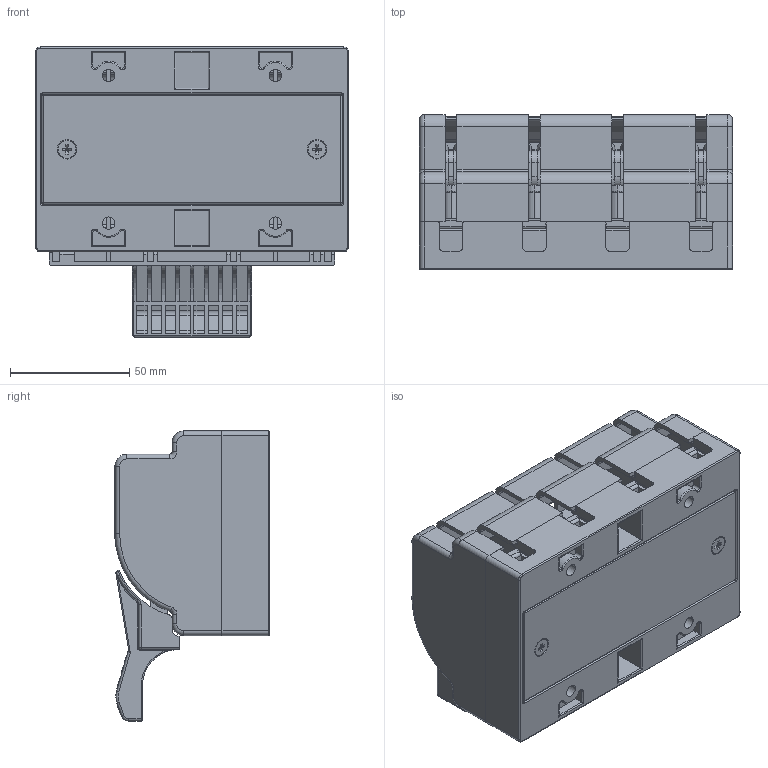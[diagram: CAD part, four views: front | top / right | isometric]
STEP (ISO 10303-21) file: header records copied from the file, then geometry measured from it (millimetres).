
FILE_DESCRIPTION((''),'2;1');
FILE_NAME('HD18-100-4_ASM','2022-09-07T',('Administrator'),(''),'PRO/ENGINEER BY PARAMETRIC TECHNOLOGY CORPORATION, 2009440','PRO/ENGINEER BY PARAMETRIC TECHNOLOGY CORPORATION, 2009440','');
FILE_SCHEMA(('CONFIG_CONTROL_DESIGN'));
Products named in the file (13): 63DIBAN; HOUCHUTOU; JIEXIANDUANZI; QIANCHUTOU; DAOPIAN; ZHAO; SHOUBIN; GAIBAN; FANGLUOMU; M4X35_GB818; M5X12_GB818; M4X10_GB819; HD18-100-4_ASM
Assembly tree (38 placements, depth 2):
  HD18-100-4_ASM
    63DIBAN
    HOUCHUTOU  x4
    JIEXIANDUANZI  x8
    QIANCHUTOU  x4
    DAOPIAN  x4
    ZHAO
    SHOUBIN
    GAIBAN
    FANGLUOMU  x2
    M4X35_GB818  x2
    M5X12_GB818  x8
    M4X10_GB819  x2
Bounding box: 131.5 x 65.2 x 121.85 mm (x, y, z)
Volume: 248776.3 mm3; surface area: 231751.6 mm2
Topology: 38 solids, 50 shells, 4605 faces, 12263 edges, 7926 vertices
Faces by surface type: plane 2352, cylinder 1176, extrusion 601, torus 255, bspline 133, sphere 80, cone 8
Entity records: 120733 total; most frequent: CARTESIAN_POINT 35222, ORIENTED_EDGE 18586, DIRECTION 15898, EDGE_CURVE 9299, VECTOR 6466, VERTEX_POINT 5968, LINE 5865, AXIS2_PLACEMENT_3D 4716
